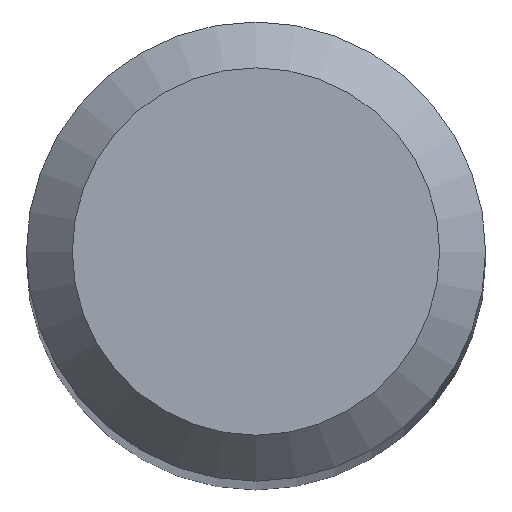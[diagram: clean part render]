
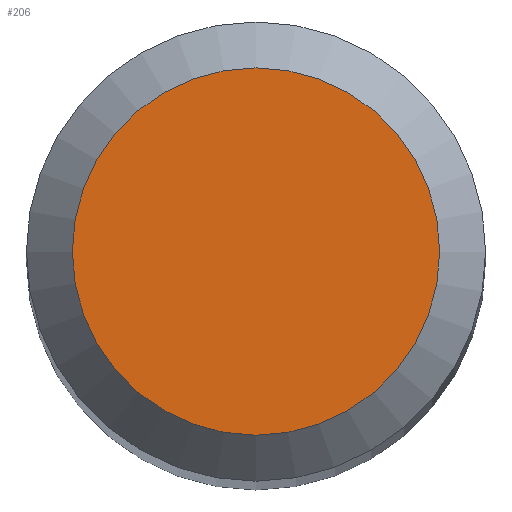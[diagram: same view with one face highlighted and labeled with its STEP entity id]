
A CAD part, top view. The second image highlights one B-rep face of the part: STEP entity #206.
In plain terms, the highlighted planar face has unit normal (0, 0, 1).
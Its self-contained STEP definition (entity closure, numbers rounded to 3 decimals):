
#1 = FACE_OUTER_BOUND ( 'NONE', #188, .T. ) ;
#14 = CARTESIAN_POINT ( 'NONE',  ( 0., 0., 38. ) ) ;
#45 = ORIENTED_EDGE ( 'NONE', *, *, #146, .F. ) ;
#51 = DIRECTION ( 'NONE',  ( 0., 1., 0. ) ) ;
#76 = DIRECTION ( 'NONE',  ( 0., 1., 0. ) ) ;
#83 = CIRCLE ( 'NONE', #222, 1.2 ) ;
#88 = PLANE ( 'NONE',  #118 ) ;
#90 = DIRECTION ( 'NONE',  ( 0., 0., -1. ) ) ;
#92 = VERTEX_POINT ( 'NONE', #212 ) ;
#118 = AXIS2_PLACEMENT_3D ( 'NONE', #14, #157, #51 ) ;
#123 = CARTESIAN_POINT ( 'NONE',  ( 0., 0., 38. ) ) ;
#146 = EDGE_CURVE ( 'NONE', #92, #92, #83, .T. ) ;
#157 = DIRECTION ( 'NONE',  ( 0., 0., -1. ) ) ;
#188 = EDGE_LOOP ( 'NONE', ( #45 ) ) ;
#206 = ADVANCED_FACE ( 'NONE', ( #1 ), #88, .F. ) ;
#212 = CARTESIAN_POINT ( 'NONE',  ( 0., 1.2, 38. ) ) ;
#222 = AXIS2_PLACEMENT_3D ( 'NONE', #123, #90, #76 ) ;
